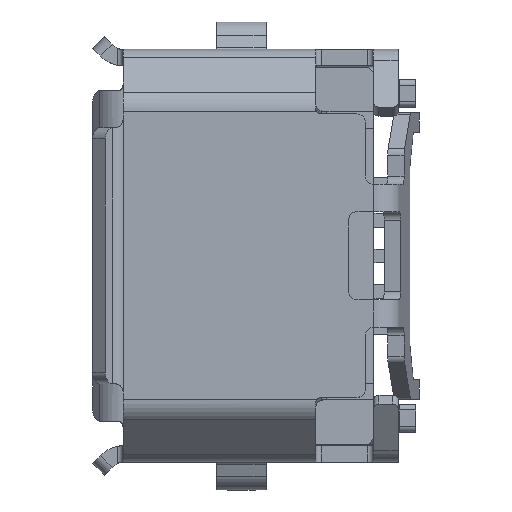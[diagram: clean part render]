
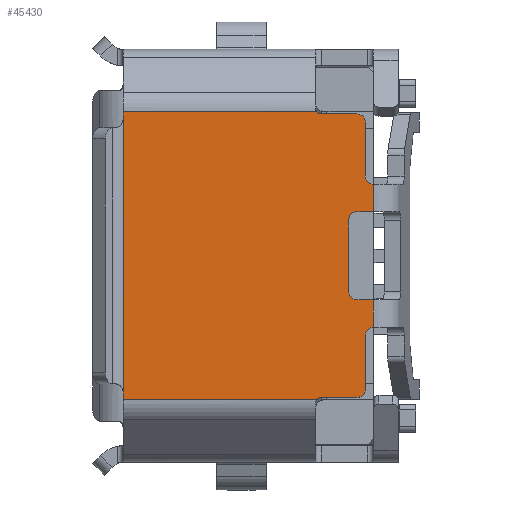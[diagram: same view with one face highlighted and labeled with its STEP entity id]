
A CAD part, top view. The second image highlights one B-rep face of the part: STEP entity #45430.
In plain terms, the highlighted planar face has unit normal (0, 0, 1).
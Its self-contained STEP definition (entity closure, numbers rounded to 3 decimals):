
#43070=CARTESIAN_POINT('',(-2.575,0.75,1.235));
#43080=VERTEX_POINT('',#43070);
#43110=CARTESIAN_POINT('',(-2.425,0.75,1.235));
#43120=DIRECTION('',(0.,0.,1.));
#43130=DIRECTION('',(-1.,0.,0.));
#43140=AXIS2_PLACEMENT_3D('',#43110,#43120,#43130);
#43150=CIRCLE('',#43140,0.15);
#43160=CARTESIAN_POINT('',(-2.425,0.6,1.235));
#43170=VERTEX_POINT('',#43160);
#43180=EDGE_CURVE('',#43080,#43170,#43150,.T.);
#43400=CARTESIAN_POINT('',(-1.45,0.6,1.235));
#43410=VERTEX_POINT('',#43400);
#43600=CARTESIAN_POINT('',(-1.45,0.6,1.235));
#43610=DIRECTION('',(-1.,0.,0.));
#43620=VECTOR('',#43610,0.975);
#43630=LINE('',#43600,#43620);
#43640=EDGE_CURVE('',#43410,#43170,#43630,.T.);
#43690=CARTESIAN_POINT('',(0.,2.725,1.235));
#43700=DIRECTION('',(0.,0.,1.));
#43710=DIRECTION('',(0.,-1.,0.));
#43720=AXIS2_PLACEMENT_3D('',#43690,#43700,#43710);
#43730=PLANE('',#43720);
#43740=CARTESIAN_POINT('',(2.575,1.4,1.235));
#43750=DIRECTION('',(0.,-1.,0.));
#43760=VECTOR('',#43750,0.65);
#43770=LINE('',#43740,#43760);
#43780=CARTESIAN_POINT('',(2.575,1.4,1.235));
#43790=VERTEX_POINT('',#43780);
#43800=CARTESIAN_POINT('',(2.575,0.75,1.235));
#43810=VERTEX_POINT('',#43800);
#43820=EDGE_CURVE('',#43790,#43810,#43770,.T.);
#43830=ORIENTED_EDGE('',*,*,#43820,.F.);
#43840=CARTESIAN_POINT('',(2.425,0.75,1.235));
#43850=DIRECTION('',(0.,0.,1.));
#43860=DIRECTION('',(0.,-1.,0.));
#43870=AXIS2_PLACEMENT_3D('',#43840,#43850,#43860);
#43880=CIRCLE('',#43870,0.15);
#43890=CARTESIAN_POINT('',(2.425,0.6,1.235));
#43900=VERTEX_POINT('',#43890);
#43910=EDGE_CURVE('',#43900,#43810,#43880,.T.);
#43920=ORIENTED_EDGE('',*,*,#43910,.T.);
#43930=CARTESIAN_POINT('',(2.425,0.6,1.235));
#43940=DIRECTION('',(-1.,0.,0.));
#43950=VECTOR('',#43940,0.975);
#43960=LINE('',#43930,#43950);
#43970=CARTESIAN_POINT('',(1.45,0.6,1.235));
#43980=VERTEX_POINT('',#43970);
#43990=EDGE_CURVE('',#43900,#43980,#43960,.T.);
#44000=ORIENTED_EDGE('',*,*,#43990,.F.);
#44010=CARTESIAN_POINT('',(1.45,0.45,1.235));
#44020=DIRECTION('',(0.,0.,-1.));
#44030=DIRECTION('',(-1.,0.,0.));
#44040=AXIS2_PLACEMENT_3D('',#44010,#44020,#44030);
#44050=CIRCLE('',#44040,0.15);
#44060=CARTESIAN_POINT('',(1.3,0.45,1.235));
#44070=VERTEX_POINT('',#44060);
#44080=EDGE_CURVE('',#44070,#43980,#44050,.T.);
#44090=ORIENTED_EDGE('',*,*,#44080,.T.);
#44100=CARTESIAN_POINT('',(0.8,0.45,1.235));
#44110=DIRECTION('',(1.,0.,0.));
#44120=VECTOR('',#44110,0.5);
#44130=LINE('',#44100,#44120);
#44140=CARTESIAN_POINT('',(0.8,0.45,1.235));
#44150=VERTEX_POINT('',#44140);
#44160=EDGE_CURVE('',#44150,#44070,#44130,.T.);
#44170=ORIENTED_EDGE('',*,*,#44160,.T.);
#44180=CARTESIAN_POINT('',(0.8,0.45,1.235));
#44190=DIRECTION('',(0.,1.,0.));
#44200=VECTOR('',#44190,0.3);
#44210=LINE('',#44180,#44200);
#44220=CARTESIAN_POINT('',(0.8,0.75,1.235));
#44230=VERTEX_POINT('',#44220);
#44240=EDGE_CURVE('',#44150,#44230,#44210,.T.);
#44250=ORIENTED_EDGE('',*,*,#44240,.F.);
#44260=CARTESIAN_POINT('',(0.65,0.75,1.235));
#44270=DIRECTION('',(0.,0.,-1.));
#44280=DIRECTION('',(0.,1.,0.));
#44290=AXIS2_PLACEMENT_3D('',#44260,#44270,#44280);
#44300=CIRCLE('',#44290,0.15);
#44310=CARTESIAN_POINT('',(0.65,0.9,1.235));
#44320=VERTEX_POINT('',#44310);
#44330=EDGE_CURVE('',#44320,#44230,#44300,.T.);
#44340=ORIENTED_EDGE('',*,*,#44330,.T.);
#44350=CARTESIAN_POINT('',(0.65,0.9,1.235));
#44360=DIRECTION('',(-1.,0.,0.));
#44370=VECTOR('',#44360,1.3);
#44380=LINE('',#44350,#44370);
#44390=CARTESIAN_POINT('',(-0.65,0.9,1.235));
#44400=VERTEX_POINT('',#44390);
#44410=EDGE_CURVE('',#44320,#44400,#44380,.T.);
#44420=ORIENTED_EDGE('',*,*,#44410,.F.);
#44430=CARTESIAN_POINT('',(-0.65,0.75,1.235));
#44440=DIRECTION('',(0.,0.,-1.));
#44450=DIRECTION('',(-1.,0.,0.));
#44460=AXIS2_PLACEMENT_3D('',#44430,#44440,#44450);
#44470=CIRCLE('',#44460,0.15);
#44480=CARTESIAN_POINT('',(-0.8,0.75,1.235));
#44490=VERTEX_POINT('',#44480);
#44500=EDGE_CURVE('',#44490,#44400,#44470,.T.);
#44510=ORIENTED_EDGE('',*,*,#44500,.T.);
#44520=CARTESIAN_POINT('',(-0.8,0.75,1.235));
#44530=DIRECTION('',(0.,-1.,0.));
#44540=VECTOR('',#44530,0.3);
#44550=LINE('',#44520,#44540);
#44560=CARTESIAN_POINT('',(-0.8,0.45,1.235));
#44570=VERTEX_POINT('',#44560);
#44580=EDGE_CURVE('',#44490,#44570,#44550,.T.);
#44590=ORIENTED_EDGE('',*,*,#44580,.F.);
#44600=CARTESIAN_POINT('',(-0.8,0.45,1.235));
#44610=DIRECTION('',(-1.,0.,0.));
#44620=VECTOR('',#44610,0.5);
#44630=LINE('',#44600,#44620);
#44640=CARTESIAN_POINT('',(-1.3,0.45,1.235));
#44650=VERTEX_POINT('',#44640);
#44660=EDGE_CURVE('',#44570,#44650,#44630,.T.);
#44670=ORIENTED_EDGE('',*,*,#44660,.F.);
#44680=CARTESIAN_POINT('',(-1.45,0.45,1.235));
#44690=DIRECTION('',(0.,0.,-1.));
#44700=DIRECTION('',(0.,1.,0.));
#44710=AXIS2_PLACEMENT_3D('',#44680,#44690,#44700);
#44720=CIRCLE('',#44710,0.15);
#44730=EDGE_CURVE('',#43410,#44650,#44720,.T.);
#44740=ORIENTED_EDGE('',*,*,#44730,.T.);
#44750=ORIENTED_EDGE('',*,*,#43640,.F.);
#44760=ORIENTED_EDGE('',*,*,#43180,.T.);
#44770=CARTESIAN_POINT('',(-2.575,0.75,1.235));
#44780=DIRECTION('',(0.,1.,0.));
#44790=VECTOR('',#44780,0.65);
#44800=LINE('',#44770,#44790);
#44810=CARTESIAN_POINT('',(-2.575,1.4,1.235));
#44820=VERTEX_POINT('',#44810);
#44830=EDGE_CURVE('',#43080,#44820,#44800,.T.);
#44840=ORIENTED_EDGE('',*,*,#44830,.F.);
#44850=CARTESIAN_POINT('',(-2.675,1.4,1.235));
#44860=DIRECTION('',(0.,0.,-1.));
#44870=DIRECTION('',(0.578,0.816,0.));
#44880=AXIS2_PLACEMENT_3D('',#44850,#44860,#44870);
#44890=CIRCLE('',#44880,0.1);
#44900=CARTESIAN_POINT('',(-2.617,1.482,1.235));
#44910=VERTEX_POINT('',#44900);
#44920=EDGE_CURVE('',#44910,#44820,#44890,.T.);
#44930=ORIENTED_EDGE('',*,*,#44920,.T.);
#44940=CARTESIAN_POINT('',(-2.617,1.482,1.235));
#44950=DIRECTION('',(0.,1.,0.));
#44960=VECTOR('',#44950,3.518);
#44970=LINE('',#44940,#44960);
#44980=CARTESIAN_POINT('',(-2.617,5.,1.235));
#44990=VERTEX_POINT('',#44980);
#45000=EDGE_CURVE('',#44910,#44990,#44970,.T.);
#45010=ORIENTED_EDGE('',*,*,#45000,.F.);
#45020=CARTESIAN_POINT('',(-2.617,5.,1.235));
#45030=DIRECTION('',(1.,0.,
0.));
#45040=VECTOR('',#45030,0.142);
#45050=LINE('',#45020,#45040);
#45060=CARTESIAN_POINT('',(-2.475,5.,1.235
));
#45070=VERTEX_POINT('',#45060);
#45080=EDGE_CURVE('',#44990,#45070,#45050,.T.);
#45090=ORIENTED_EDGE('',*,*,#45080,.F.);
#45100=CARTESIAN_POINT('',(-2.475,5.,1.235
));
#45110=DIRECTION('',(1.,0.,0.));
#45120=VECTOR('',#45110,4.95);
#45130=LINE('',#45100,#45120);
#45140=CARTESIAN_POINT('',(2.475,5.,1.235)
);
#45150=VERTEX_POINT('',#45140);
#45160=EDGE_CURVE('',#45070,#45150,#45130,.T.);
#45170=ORIENTED_EDGE('',*,*,#45160,.F.);
#45180=CARTESIAN_POINT('',(2.475,5.,1.235)
);
#45190=DIRECTION('',(1.,0.,
0.));
#45200=VECTOR('',#45190,0.142);
#45210=LINE('',#45180,#45200);
#45220=CARTESIAN_POINT('',(2.617,5.,1.235));
#45230=VERTEX_POINT('',#45220);
#45240=EDGE_CURVE('',#45150,#45230,#45210,.T.);
#45250=ORIENTED_EDGE('',*,*,#45240,.F.);
#45260=CARTESIAN_POINT('',(2.617,5.,1.235));
#45270=DIRECTION('',(0.,-1.,0.));
#45280=VECTOR('',#45270,3.518);
#45290=LINE('',#45260,#45280);
#45300=CARTESIAN_POINT('',(2.617,1.482,1.235)
);
#45310=VERTEX_POINT('',#45300);
#45320=EDGE_CURVE('',#45230,#45310,#45290,.T.);
#45330=ORIENTED_EDGE('',*,*,#45320,.F.);
#45340=CARTESIAN_POINT('',(2.675,1.4,1.235));
#45350=DIRECTION('',(0.,0.,-1.));
#45360=DIRECTION('',(-1.,0.,0.));
#45370=AXIS2_PLACEMENT_3D('',#45340,#45350,#45360);
#45380=CIRCLE('',#45370,0.1);
#45390=EDGE_CURVE('',#43790,#45310,#45380,.T.);
#45400=ORIENTED_EDGE('',*,*,#45390,.T.);
#45410=EDGE_LOOP('',(#45400,#45330,#45250,#45170,#45090,#45010,#44930,
#44840,#44760,#44750,#44740,#44670,#44590,#44510,#44420,#44340,#44250,
#44170,#44090,#44000,#43920,#43830));
#45420=FACE_OUTER_BOUND('',#45410,.T.);
#45430=ADVANCED_FACE('',(#45420),#43730,.T.);
